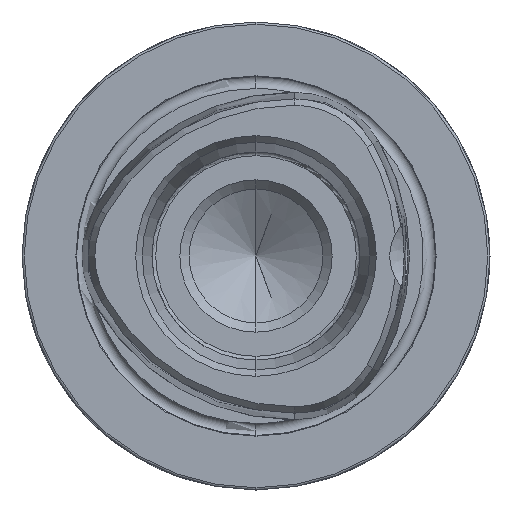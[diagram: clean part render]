
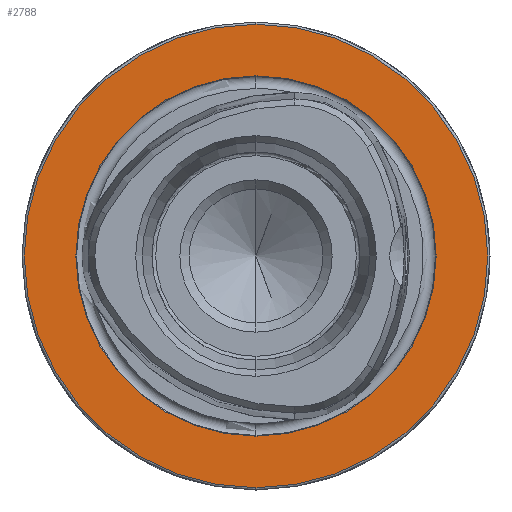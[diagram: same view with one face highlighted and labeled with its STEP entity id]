
A CAD part, left-side view. The second image highlights one B-rep face of the part: STEP entity #2788.
In plain terms, the highlighted planar face has unit normal (-1, 0, 0).
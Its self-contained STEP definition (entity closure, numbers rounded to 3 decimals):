
#70 = DIRECTION ( 'NONE',  ( 1., 0., 0. ) ) ;
#250 = CARTESIAN_POINT ( 'NONE',  ( 0., 0., -24.25 ) ) ;
#265 = CIRCLE ( 'NONE', #1632, 24.25 ) ;
#276 = CARTESIAN_POINT ( 'NONE',  ( 0., 0., 31.2 ) ) ;
#338 = VERTEX_POINT ( 'NONE', #3861 ) ;
#383 = DIRECTION ( 'NONE',  ( 0., 0., -1. ) ) ;
#496 = FACE_OUTER_BOUND ( 'NONE', #3829, .T. ) ;
#527 = CARTESIAN_POINT ( 'NONE',  ( 0., 0., 0. ) ) ;
#715 = CARTESIAN_POINT ( 'NONE',  ( 0., 0., 0. ) ) ;
#721 = CARTESIAN_POINT ( 'NONE',  ( 0., 0., 0. ) ) ;
#773 = VERTEX_POINT ( 'NONE', #3817 ) ;
#815 = AXIS2_PLACEMENT_3D ( 'NONE', #715, #2851, #1010 ) ;
#845 = DIRECTION ( 'NONE',  ( 0., 0., 1. ) ) ;
#989 = CIRCLE ( 'NONE', #815, 31.2 ) ;
#1010 = DIRECTION ( 'NONE',  ( 0., 0., 1. ) ) ;
#1019 = ORIENTED_EDGE ( 'NONE', *, *, #3144, .T. ) ;
#1020 = DIRECTION ( 'NONE',  ( 0., 0., 1. ) ) ;
#1116 = CIRCLE ( 'NONE', #1718, 24.25 ) ;
#1184 = EDGE_CURVE ( 'NONE', #338, #1418, #1116, .T. ) ;
#1418 = VERTEX_POINT ( 'NONE', #250 ) ;
#1425 = VERTEX_POINT ( 'NONE', #276 ) ;
#1632 = AXIS2_PLACEMENT_3D ( 'NONE', #527, #2678, #845 ) ;
#1718 = AXIS2_PLACEMENT_3D ( 'NONE', #3323, #2425, #3032 ) ;
#1790 = CIRCLE ( 'NONE', #3640, 31.2 ) ;
#2226 = PLANE ( 'NONE',  #2915 ) ;
#2368 = ORIENTED_EDGE ( 'NONE', *, *, #3770, .T. ) ;
#2425 = DIRECTION ( 'NONE',  ( -1., 0., 0. ) ) ;
#2646 = ORIENTED_EDGE ( 'NONE', *, *, #1184, .F. ) ;
#2678 = DIRECTION ( 'NONE',  ( -1., 0., 0. ) ) ;
#2788 = ADVANCED_FACE ( 'NONE', ( #3464, #496 ), #2226, .F. ) ;
#2851 = DIRECTION ( 'NONE',  ( -1., 0., 0. ) ) ;
#2860 = DIRECTION ( 'NONE',  ( -1., 0., 0. ) ) ;
#2915 = AXIS2_PLACEMENT_3D ( 'NONE', #3726, #70, #383 ) ;
#3032 = DIRECTION ( 'NONE',  ( 0., 0., 1. ) ) ;
#3144 = EDGE_CURVE ( 'NONE', #773, #1425, #1790, .T. ) ;
#3323 = CARTESIAN_POINT ( 'NONE',  ( 0., 0., 0. ) ) ;
#3340 = ORIENTED_EDGE ( 'NONE', *, *, #3794, .F. ) ;
#3456 = EDGE_LOOP ( 'NONE', ( #2646, #3340 ) ) ;
#3464 = FACE_BOUND ( 'NONE', #3456, .T. ) ;
#3640 = AXIS2_PLACEMENT_3D ( 'NONE', #721, #2860, #1020 ) ;
#3726 = CARTESIAN_POINT ( 'NONE',  ( 0., 24.25, 0. ) ) ;
#3770 = EDGE_CURVE ( 'NONE', #1425, #773, #989, .T. ) ;
#3794 = EDGE_CURVE ( 'NONE', #1418, #338, #265, .T. ) ;
#3817 = CARTESIAN_POINT ( 'NONE',  ( 0., 0., -31.2 ) ) ;
#3829 = EDGE_LOOP ( 'NONE', ( #2368, #1019 ) ) ;
#3861 = CARTESIAN_POINT ( 'NONE',  ( 0., 0., 24.25 ) ) ;
